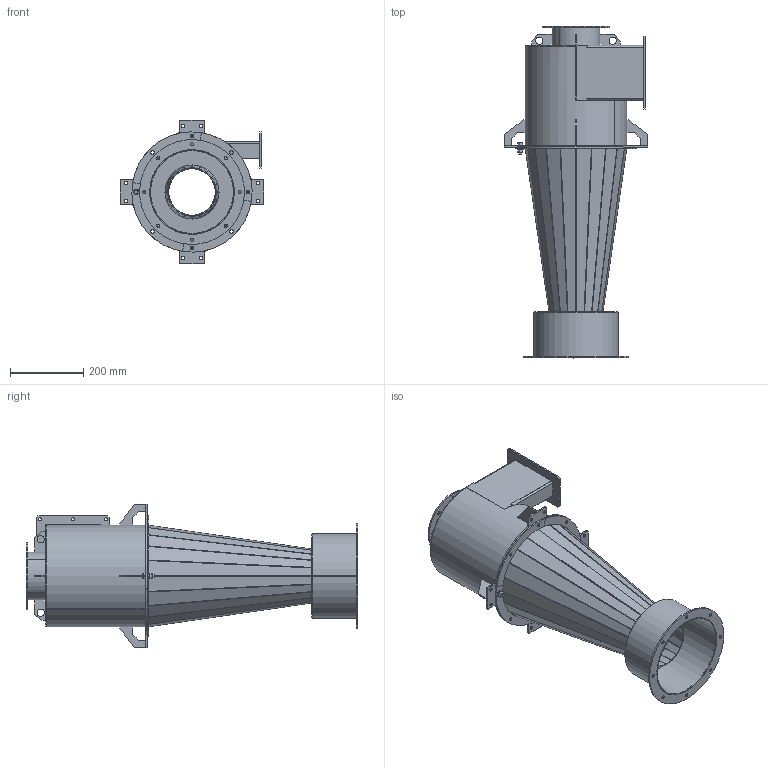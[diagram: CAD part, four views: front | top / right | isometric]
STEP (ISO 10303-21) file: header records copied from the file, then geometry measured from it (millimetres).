
FILE_DESCRIPTION (( 'STEP AP203' ), '1' );
FILE_NAME ('CYSE02.STEP', '2023-11-21T07:39:28', ( '' ), ( '' ), 'SwSTEP 2.0', 'SolidWorks 2022', '' );
FILE_SCHEMA (( 'CONFIG_CONTROL_DESIGN' ));
Length unit declared in the file: millimetre
Products named in the file (23): CO-S327-02 - PART_Výchozí; CO-S328-02 - PART_Výchozí; CO-S327-03 - PART_Výchozí; PRGG-DNXXXX - FLANGE G&G_PRGG-DN125; CO-S326-02 - PART_Výchozí; CO-S326-00 - INPUT_Výchozí; CO-S327-04 - PART_Výchozí; CO-S327-01 - PART_Výchozí; CO-S328-05 - PART_Výchozí; CO-S329-00 - CYCLONE_Výchozí; PRGG-DNXXXX - FLANGE G&G_PRGG-DN225; PH-D008-23 - FLANGE 50x150_Výchozí; CO-S328-03 - PART_Výchozí; CO-S328-06 - PART_Výchozí; CO-S328-07 - PART_Výchozí; CO-CYGG-100-00 - CW 10-23_Výchozí; CO-S327-00 - CONE_Výchozí; CO-S326-01 - PART_Výchozí; Part1^CO-CYGG-100-00 - CW 10-23; CYSE02; CO-S328-01 - PART_Výchozí; CO-S328-04 - PART_Výchozí; BOLT JOINT - B+W-W+N_M8x25-X8-W
Assembly tree (37 placements, depth 5):
  Part1^CO-CYGG-100-00 - CW 10-23
  CYSE02
    CO-CYGG-100-00 - CW 10-23_Výchozí
      CO-S329-00 - CYCLONE_Výchozí
        CO-S328-01 - PART_Výchozí
        CO-S328-02 - PART_Výchozí  x4
        CO-S328-03 - PART_Výchozí
        CO-S328-04 - PART_Výchozí
        CO-S328-05 - PART_Výchozí  x4
        CO-S328-06 - PART_Výchozí  x4
        CO-S326-00 - INPUT_Výchozí
          CO-S326-01 - PART_Výchozí
          CO-S326-02 - PART_Výchozí
          PH-D008-23 - FLANGE 50x150_Výchozí
        PRGG-DNXXXX - FLANGE G&G_PRGG-DN125
        CO-S328-07 - PART_Výchozí
      CO-S327-00 - CONE_Výchozí
        CO-S327-01 - PART_Výchozí  x2
        CO-S327-02 - PART_Výchozí
        CO-S327-03 - PART_Výchozí  x4
        CO-S327-04 - PART_Výchozí  x4
        PRGG-DNXXXX - FLANGE G&G_PRGG-DN225
      BOLT JOINT - B+W-W+N_M8x25-X8-W
Bounding box: 390 x 905 x 390 mm (x, y, z)
Volume: 2174028.6 mm3; surface area: 2021752 mm2
Topology: 33 solids, 33 shells, 545 faces, 1266 edges, 792 vertices
Faces by surface type: plane 305, cylinder 208, bspline 32
Entity records: 11274 total; most frequent: CARTESIAN_POINT 1661, DIRECTION 1504, ORIENTED_EDGE 1314, EDGE_CURVE 657, AXIS2_PLACEMENT_3D 549, VERTEX_POINT 418, VECTOR 406, LINE 406
